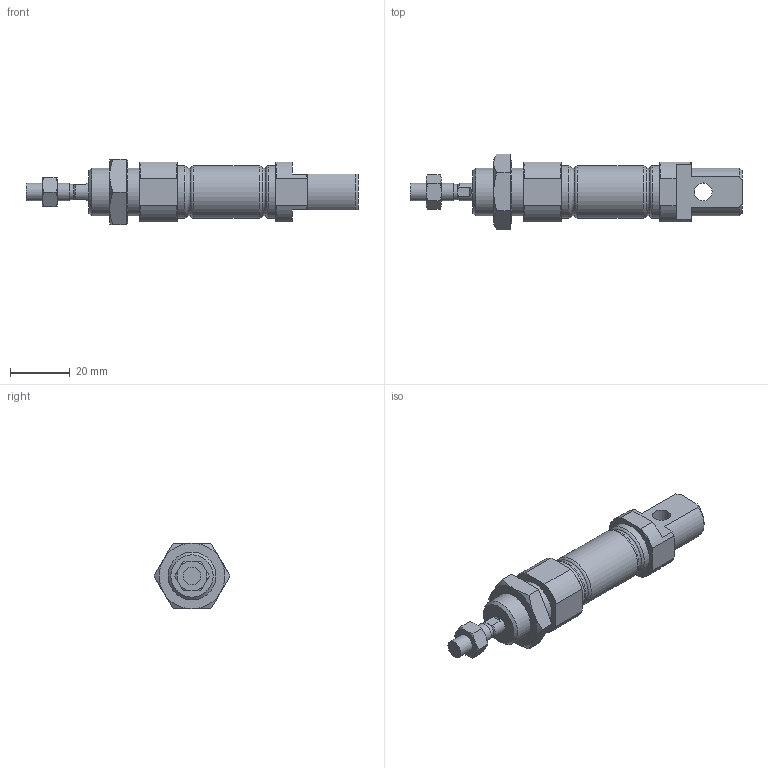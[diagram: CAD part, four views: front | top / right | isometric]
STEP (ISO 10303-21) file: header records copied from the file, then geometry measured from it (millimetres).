
FILE_DESCRIPTION(/* description */ ('STEP AP214'),/* implementation_level */ '2;1');
FILE_NAME(/* name */ 'IA16X0-0-S-CA()(0)',/* time_stamp */ '2024-06-07T12:07:07+02:00',/* author */ ('License CC BY-ND 4.0'),/* organization */ ('CADENAS'),/* preprocessor_version */ 'ST-DEVELOPER v19.3',/* originating_system */ 'PARTsolutions',/* authorisation */ ' ');
FILE_SCHEMA (('AUTOMOTIVE_DESIGN {1 0 10303 214 3 1 1}'));
Length unit declared in the file: millimetre
Products named in the file (3): IA16X0-0-S-CA()(0); 16X0-CA-S()_ia_body; 16X0-0_rod
Assembly tree (2 placements, depth 2):
  IA16X0-0-S-CA()(0)
    16X0-CA-S()_ia_body
    16X0-0_rod
Bounding box: 111 x 25.4 x 22 mm (x, y, z)
Volume: 22914.6 mm3; surface area: 11168.4 mm2
Topology: 2 solids, 2 shells, 125 faces, 295 edges, 186 vertices
Faces by surface type: plane 48, cone 43, cylinder 28, torus 6
Full cylindrical faces by diameter (mm): 2 x1, 4.134 x2, 5.2 x1, 6 x6, 16 x4, 17.5 x3, 21 x1
Entity records: 3563 total; most frequent: CARTESIAN_POINT 823, DIRECTION 544, ORIENTED_EDGE 518, EDGE_CURVE 259, AXIS2_PLACEMENT_3D 235, VERTEX_POINT 180, FACE_BOUND 173, EDGE_LOOP 172
